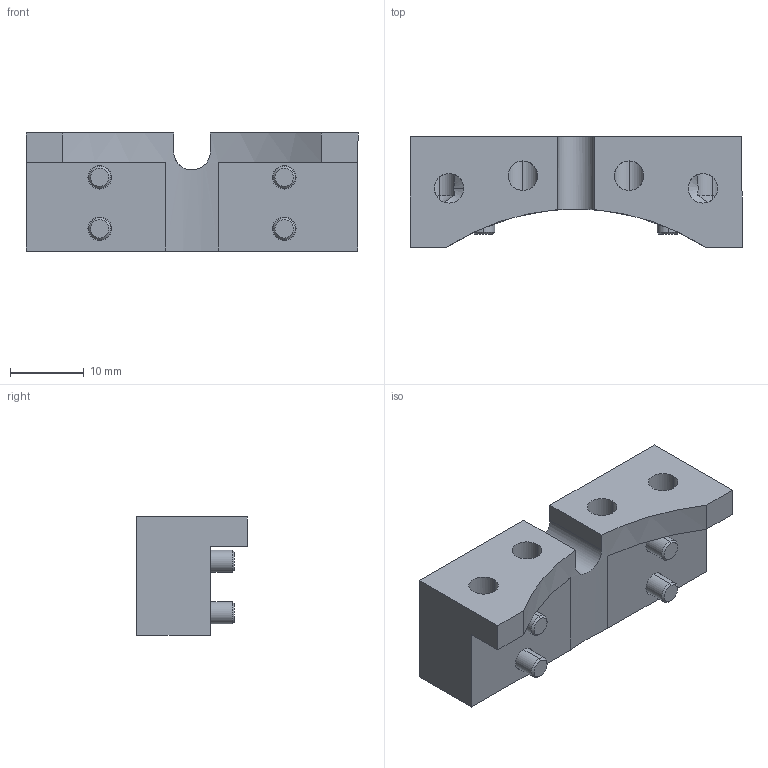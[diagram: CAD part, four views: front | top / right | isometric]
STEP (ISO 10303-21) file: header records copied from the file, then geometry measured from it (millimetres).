
FILE_DESCRIPTION (( 'STEP AP203' ), '1' );
FILE_NAME ('P1116.STEP', '2018-11-28T16:18:41', ( '' ), ( '' ), 'SwSTEP 2.0', 'SolidWorks 2017', '' );
FILE_SCHEMA (( 'CONFIG_CONTROL_DESIGN' ));
Length unit declared in the file: millimetre
Products named in the file (1): P1116
Bounding box: 45 x 15 x 16 mm (x, y, z)
Volume: 6404.1 mm3; surface area: 4908.3 mm2
Topology: 5 solids, 5 shells, 211 faces, 527 edges, 337 vertices
Faces by surface type: plane 82, cylinder 50, bspline 44, cone 19, torus 16
Entity records: 9114 total; most frequent: CARTESIAN_POINT 4242, ORIENTED_EDGE 1038, DIRECTION 881, EDGE_CURVE 519, VERTEX_POINT 337, AXIS2_PLACEMENT_3D 306, VECTOR 269, LINE 269
